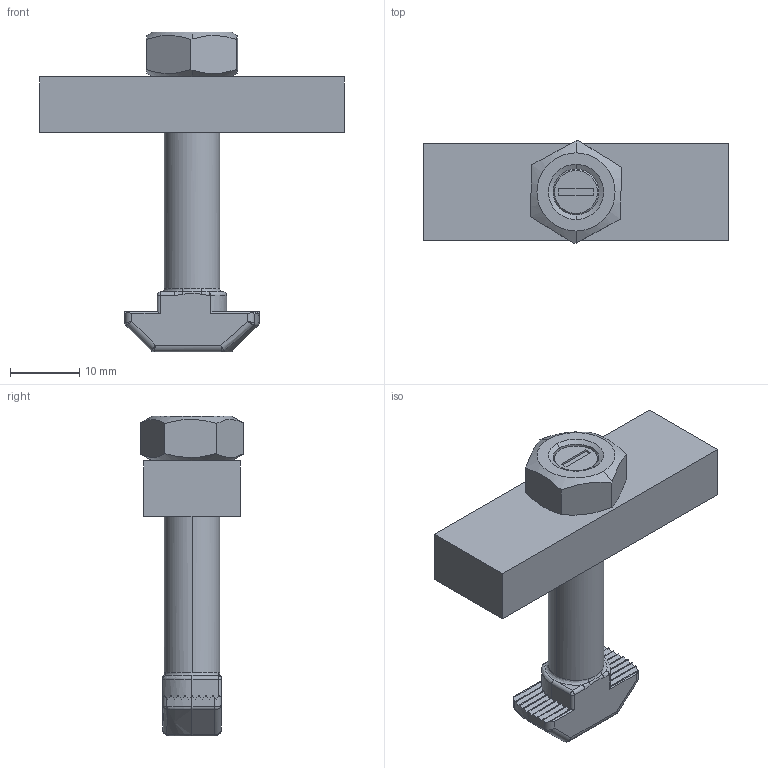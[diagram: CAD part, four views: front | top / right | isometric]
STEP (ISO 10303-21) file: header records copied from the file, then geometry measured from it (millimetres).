
FILE_DESCRIPTION (( 'STEP AP203' ), '1' );
FILE_NAME ('406146972_c_1.STEP', '2023-01-26T04:30:06', ( '' ), ( '' ), 'SwSTEP 2.0', 'SolidWorks 2014', '' );
FILE_SCHEMA (( 'CONFIG_CONTROL_DESIGN' ));
Length unit declared in the file: millimetre
Products named in the file (1): 406146972_c_1
Bounding box: 44 x 15 x 46.27 mm (x, y, z)
Volume: 7958 mm3; surface area: 4427.5 mm2
Topology: 3 solids, 3 shells, 160 faces, 411 edges, 248 vertices
Faces by surface type: plane 67, cylinder 48, bspline 33, cone 12
Entity records: 6072 total; most frequent: CARTESIAN_POINT 2579, ORIENTED_EDGE 802, DIRECTION 600, EDGE_CURVE 401, VERTEX_POINT 248, AXIS2_PLACEMENT_3D 211, LINE 178, VECTOR 178
